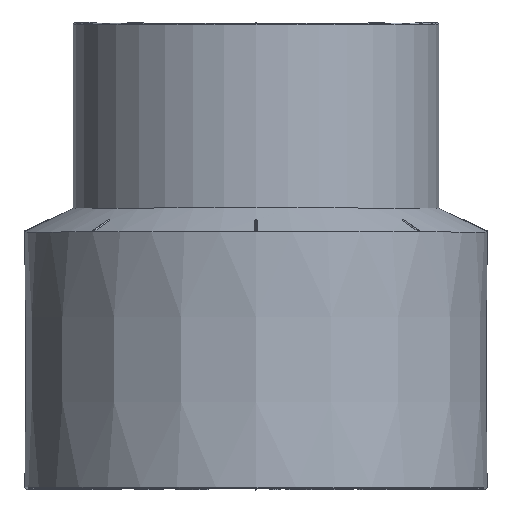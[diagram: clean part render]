
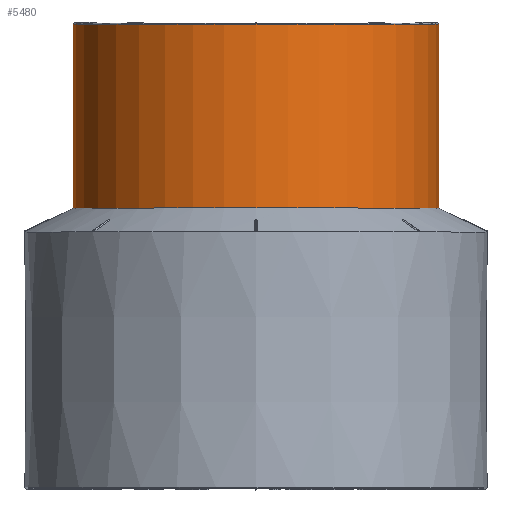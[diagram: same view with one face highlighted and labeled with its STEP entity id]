
A CAD part, top view. The second image highlights one B-rep face of the part: STEP entity #5480.
In plain terms, the highlighted cylindrical face has radius 43.5 mm (diameter 87 mm), a full revolution.
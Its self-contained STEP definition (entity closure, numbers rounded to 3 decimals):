
#164=CYLINDRICAL_SURFACE('',#25292,43.5);
#5480=ADVANCED_FACE('',(#9021,#9022),#164,.T.);
#9021=FACE_BOUND('',#9403,.T.);
#9022=FACE_BOUND('',#9404,.T.);
#9403=EDGE_LOOP('',(#12092));
#9404=EDGE_LOOP('',(#12093));
#12092=ORIENTED_EDGE('',*,*,#20788,.F.);
#12093=ORIENTED_EDGE('',*,*,#21720,.T.);
#18231=VERTEX_POINT('',#30753);
#18878=VERTEX_POINT('',#35747);
#20788=EDGE_CURVE('',#18231,#18231,#24655,.T.);
#21720=EDGE_CURVE('',#18878,#18878,#24738,.T.);
#24655=CIRCLE('',#24887,43.5);
#24738=CIRCLE('',#25275,43.5);
#24887=AXIS2_PLACEMENT_3D('',#30752,#26436,#26437);
#25275=AXIS2_PLACEMENT_3D('',#35746,#27499,#27500);
#25292=AXIS2_PLACEMENT_3D('',#35827,#27533,#27534);
#26436=DIRECTION('',(0.,-1.,0.));
#26437=DIRECTION('',(0.,0.,-1.));
#27499=DIRECTION('',(0.,-1.,0.));
#27500=DIRECTION('',(0.,0.,1.));
#27533=DIRECTION('',(0.,-1.,0.));
#27534=DIRECTION('',(0.,0.,-1.));
#30752=CARTESIAN_POINT('',(7319.497,365.257,0.));
#30753=CARTESIAN_POINT('',(7319.497,365.257,-43.5));
#35746=CARTESIAN_POINT('',(7319.497,409.007,0.));
#35747=CARTESIAN_POINT('',(7319.497,409.007,43.5));
#35827=CARTESIAN_POINT('',(7319.497,409.257,0.));
